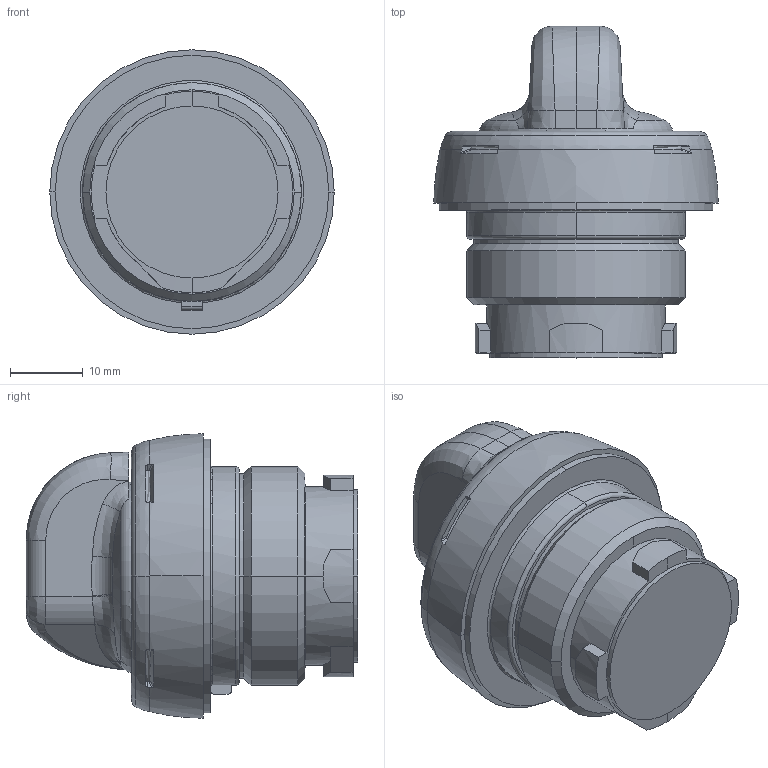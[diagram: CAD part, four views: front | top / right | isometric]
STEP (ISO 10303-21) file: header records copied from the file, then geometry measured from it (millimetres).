
FILE_DESCRIPTION((''),'2;1');
FILE_NAME('07-3400-S3','2024-10-08T10:24:15',('Beil'),(''),'CREO PARAMETRIC BY PTC INC, 2019030','CREO PARAMETRIC BY PTC INC, 2019030','');
FILE_SCHEMA(('CONFIG_CONTROL_DESIGN','SHAPE_APPEARANCE_LAYERS_GROUPS'));
Length unit declared in the file: millimetre
Products named in the file (1): 07-3400-S3
Bounding box: 39 x 45.5 x 39 mm (x, y, z)
Volume: 29393.1 mm3; surface area: 6423 mm2
Topology: 1 solids, 3 shells, 228 faces, 633 edges, 411 vertices
Faces by surface type: plane 83, cylinder 45, bspline 32, cone 29, extrusion 20, torus 15, sphere 4
Entity records: 11216 total; most frequent: CARTESIAN_POINT 4073, ORIENTED_EDGE 1258, DIRECTION 955, EDGE_CURVE 629, VERTEX_POINT 411, AXIS2_PLACEMENT_3D 364, B_SPLINE_CURVE_WITH_KNOTS 254, PRESENTATION_STYLE_ASSIGNMENT 246
